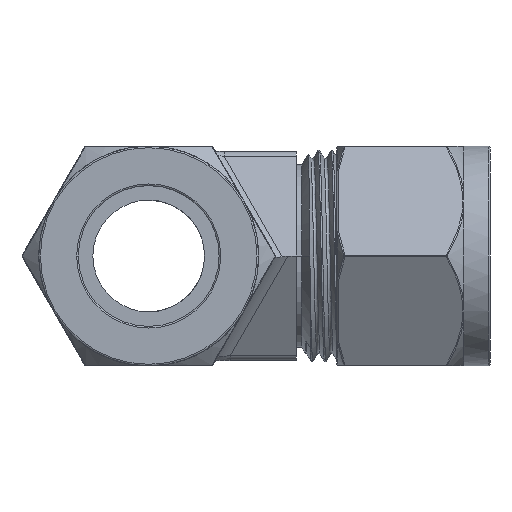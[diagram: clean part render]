
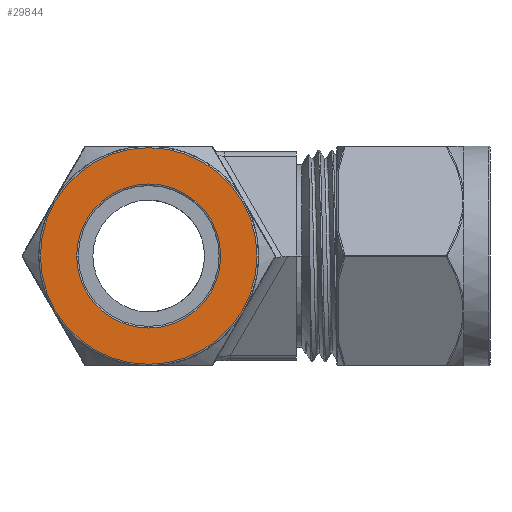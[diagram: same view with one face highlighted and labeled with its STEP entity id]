
A CAD part, left-side view. The second image highlights one B-rep face of the part: STEP entity #29844.
In plain terms, the highlighted face is planar.
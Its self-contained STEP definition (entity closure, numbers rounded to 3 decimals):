
#26799=CARTESIAN_POINT('',(0.,0.,0.));
#26800=DIRECTION('',(-1.,0.,0.));
#26801=DIRECTION('',(0.,1.,0.));
#26802=AXIS2_PLACEMENT_3D('',#26799,#26800,#26801);
#26804=CARTESIAN_POINT('',(0.,0.,0.));
#26805=DIRECTION('',(-1.,0.,0.));
#26806=DIRECTION('',(0.,-1.,0.));
#26807=AXIS2_PLACEMENT_3D('',#26804,#26805,#26806);
#26809=CARTESIAN_POINT('',(0.,0.,0.));
#26810=DIRECTION('',(1.,0.,0.));
#26811=DIRECTION('',(0.,0.,-1.));
#26812=AXIS2_PLACEMENT_3D('',#26809,#26810,#26811);
#26814=CARTESIAN_POINT('',(0.,0.,0.));
#26815=DIRECTION('',(1.,0.,0.));
#26816=DIRECTION('',(0.,0.,1.));
#26817=AXIS2_PLACEMENT_3D('',#26814,#26815,#26816);
#29658=CARTESIAN_POINT('',(0.,8.188,0.));
#29659=CARTESIAN_POINT('',(0.,-8.188,0.));
#29660=VERTEX_POINT('',#29658);
#29661=VERTEX_POINT('',#29659);
#29816=CARTESIAN_POINT('',(0.,0.,-12.313));
#29817=CARTESIAN_POINT('',(0.,0.,12.313));
#29818=VERTEX_POINT('',#29816);
#29819=VERTEX_POINT('',#29817);
#29827=CARTESIAN_POINT('',(0.,0.,0.));
#29828=DIRECTION('',(1.,0.,0.));
#29829=DIRECTION('',(0.,-1.,0.));
#29830=AXIS2_PLACEMENT_3D('',#29827,#29828,#29829);
#29831=PLANE('',#29830);
#29833=ORIENTED_EDGE('',*,*,#29832,.F.);
#29835=ORIENTED_EDGE('',*,*,#29834,.F.);
#29836=EDGE_LOOP('',(#29833,#29835));
#29837=FACE_OUTER_BOUND('',#29836,.F.);
#29839=ORIENTED_EDGE('',*,*,#29838,.F.);
#29841=ORIENTED_EDGE('',*,*,#29840,.F.);
#29842=EDGE_LOOP('',(#29839,#29841));
#29843=FACE_BOUND('',#29842,.F.);
#26803=CIRCLE('',#26802,8.188);
#26808=CIRCLE('',#26807,8.188);
#26813=CIRCLE('',#26812,12.313);
#26818=CIRCLE('',#26817,12.313);
#29832=EDGE_CURVE('',#29818,#29819,#26813,.T.);
#29834=EDGE_CURVE('',#29819,#29818,#26818,.T.);
#29838=EDGE_CURVE('',#29660,#29661,#26803,.T.);
#29840=EDGE_CURVE('',#29661,#29660,#26808,.T.);
#29844=ADVANCED_FACE('',(#29837,#29843),#29831,.T.);
